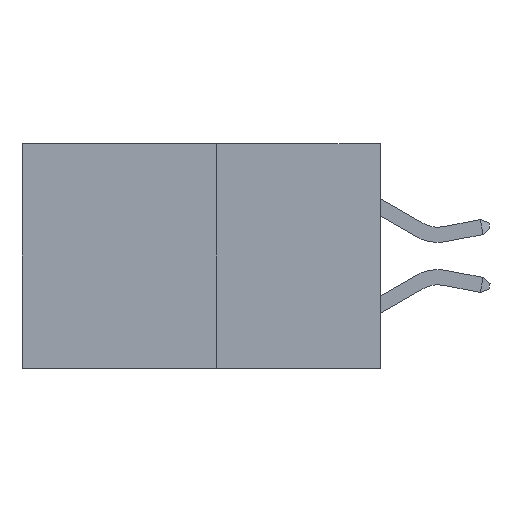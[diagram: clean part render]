
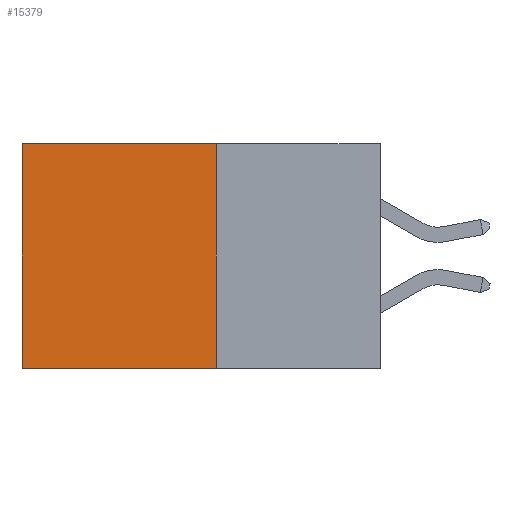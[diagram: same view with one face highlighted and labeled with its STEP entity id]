
A CAD part, left-side view. The second image highlights one B-rep face of the part: STEP entity #15379.
In plain terms, the highlighted planar face has unit normal (-1, 0, 0).
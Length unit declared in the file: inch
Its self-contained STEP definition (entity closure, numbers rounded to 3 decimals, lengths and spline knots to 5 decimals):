
#136 = VERTEX_POINT ( 'NONE', #5742 ) ;
#922 = VERTEX_POINT ( 'NONE', #14928 ) ;
#1153 = EDGE_CURVE ( 'NONE', #7003, #8407, #9382, .T. ) ;
#1719 = PLANE ( 'NONE',  #10376 ) ;
#2909 = ORIENTED_EDGE ( 'NONE', *, *, #13696, .T. ) ;
#3068 = DIRECTION ( 'NONE',  ( 0., 0., -1. ) ) ;
#3204 = EDGE_CURVE ( 'NONE', #136, #8407, #9090, .T. ) ;
#3257 = VECTOR ( 'NONE', #8000, 39.37008 ) ;
#3612 = CARTESIAN_POINT ( 'NONE',  ( 0.277, 0.27, 0. ) ) ;
#5462 = CARTESIAN_POINT ( 'NONE',  ( 0.277, 0.27, -0.37 ) ) ;
#5712 = CARTESIAN_POINT ( 'NONE',  ( 0.277, 0.59, 0. ) ) ;
#5742 = CARTESIAN_POINT ( 'NONE',  ( 0.277, 0.27, -0.37 ) ) ;
#6634 = CARTESIAN_POINT ( 'NONE',  ( 0.277, 0.27, -0.37 ) ) ;
#7003 = VERTEX_POINT ( 'NONE', #5712 ) ;
#7767 = LINE ( 'NONE', #3612, #14455 ) ;
#8000 = DIRECTION ( 'NONE',  ( 0., 0., -1. ) ) ;
#8407 = VERTEX_POINT ( 'NONE', #9885 ) ;
#8942 = VECTOR ( 'NONE', #15509, 39.37008 ) ;
#9090 = LINE ( 'NONE', #5462, #15720 ) ;
#9250 = ORIENTED_EDGE ( 'NONE', *, *, #1153, .T. ) ;
#9382 = LINE ( 'NONE', #10852, #8942 ) ;
#9809 = FACE_OUTER_BOUND ( 'NONE', #12591, .T. ) ;
#9885 = CARTESIAN_POINT ( 'NONE',  ( 0.277, 0.59, -0.37 ) ) ;
#10376 = AXIS2_PLACEMENT_3D ( 'NONE', #13772, #11159, #3068 ) ;
#10463 = LINE ( 'NONE', #6634, #3257 ) ;
#10852 = CARTESIAN_POINT ( 'NONE',  ( 0.277, 0.59, -0.37 ) ) ;
#11159 = DIRECTION ( 'NONE',  ( 1., 0., 0. ) ) ;
#12591 = EDGE_LOOP ( 'NONE', ( #9250, #12818, #16696, #2909 ) ) ;
#12818 = ORIENTED_EDGE ( 'NONE', *, *, #3204, .F. ) ;
#13696 = EDGE_CURVE ( 'NONE', #922, #7003, #7767, .T. ) ;
#13772 = CARTESIAN_POINT ( 'NONE',  ( 0.277, 0.27, -0.37 ) ) ;
#14364 = DIRECTION ( 'NONE',  ( 0., 1., 0. ) ) ;
#14455 = VECTOR ( 'NONE', #14364, 39.37008 ) ;
#14928 = CARTESIAN_POINT ( 'NONE',  ( 0.277, 0.27, 0. ) ) ;
#15120 = EDGE_CURVE ( 'NONE', #922, #136, #10463, .T. ) ;
#15379 = ADVANCED_FACE ( 'NONE', ( #9809 ), #1719, .F. ) ;
#15509 = DIRECTION ( 'NONE',  ( 0., 0., -1. ) ) ;
#15720 = VECTOR ( 'NONE', #16257, 39.37008 ) ;
#16257 = DIRECTION ( 'NONE',  ( 0., 1., 0. ) ) ;
#16696 = ORIENTED_EDGE ( 'NONE', *, *, #15120, .F. ) ;
